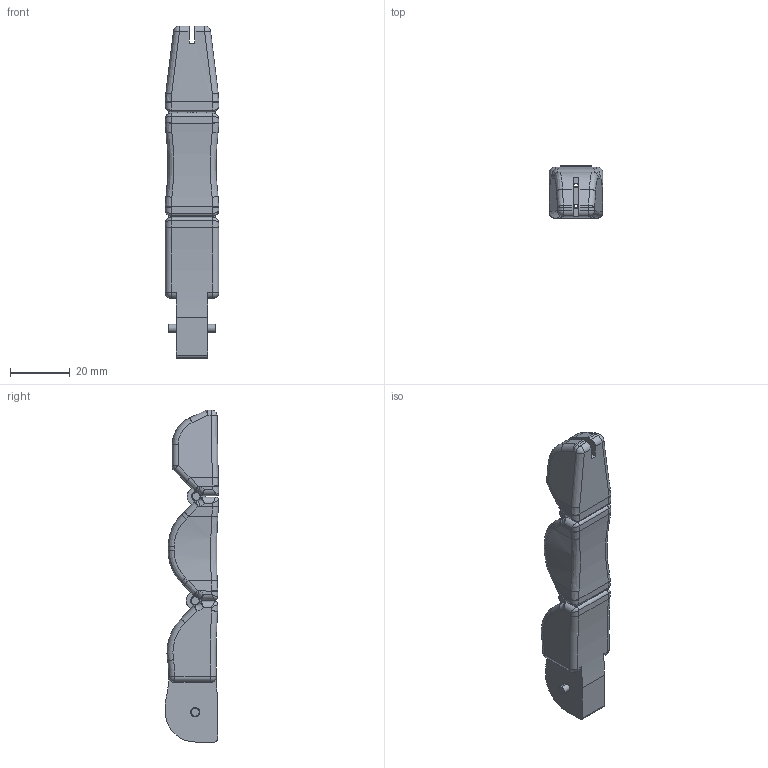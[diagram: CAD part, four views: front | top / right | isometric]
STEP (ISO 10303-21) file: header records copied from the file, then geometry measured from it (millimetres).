
FILE_DESCRIPTION (( 'STEP AP203' ), '1' );
FILE_NAME ('Middle-finger-design-3.STEP', '2024-02-06T22:15:45', ( '' ), ( '' ), 'SwSTEP 2.0', 'SolidWorks 2022', '' );
FILE_SCHEMA (( 'CONFIG_CONTROL_DESIGN' ));
Length unit declared in the file: millimetre
Products named in the file (6): Pin_2.3; Pin_1.3; Proximal_phalanges_3; Intermedite_phalanges_3; Distal_Phaanges_3; Middle-finger-design-3
Assembly tree (6 placements, depth 2):
  Middle-finger-design-3
    Distal_Phaanges_3
    Intermedite_phalanges_3
    Pin_1.3
    Pin_2.3  x2
    Proximal_phalanges_3
Bounding box: 18 x 17.82 x 111.46 mm (x, y, z)
Volume: 22963.6 mm3; surface area: 9209.7 mm2
Topology: 6 solids, 8 shells, 315 faces, 785 edges, 450 vertices
Faces by surface type: cylinder 147, bspline 68, plane 66, torus 24, sphere 10
Entity records: 11535 total; most frequent: CARTESIAN_POINT 4075, ORIENTED_EDGE 1490, DIRECTION 1387, EDGE_CURVE 745, AXIS2_PLACEMENT_3D 556, VERTEX_POINT 442, EDGE_LOOP 331, FACE_OUTER_BOUND 311
